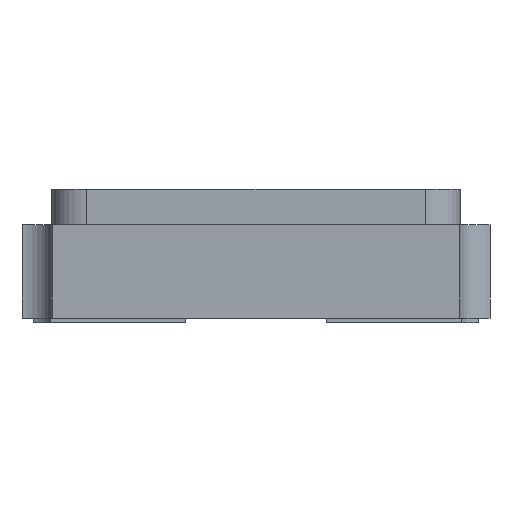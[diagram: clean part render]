
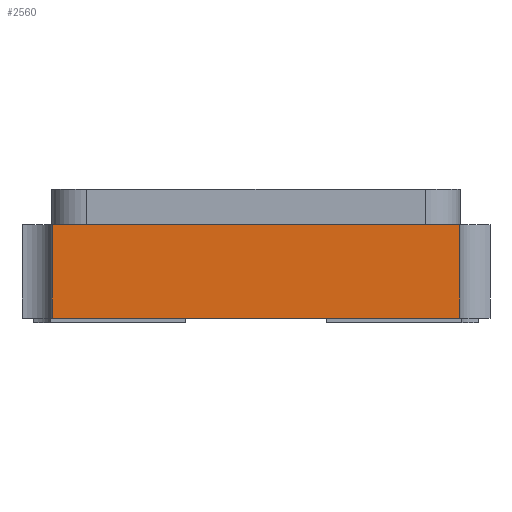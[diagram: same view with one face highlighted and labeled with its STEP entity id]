
A CAD part, left-side view. The second image highlights one B-rep face of the part: STEP entity #2560.
In plain terms, the highlighted planar face has unit normal (-1, 0, 0).
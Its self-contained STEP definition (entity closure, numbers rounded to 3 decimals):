
#2560 = ADVANCED_FACE('',(#2561),#2595,.F.);
#2561 = FACE_BOUND('',#2562,.T.);
#2562 = EDGE_LOOP('',(#2563,#2573,#2581,#2589));
#2563 = ORIENTED_EDGE('',*,*,#2564,.F.);
#2564 = EDGE_CURVE('',#2565,#2567,#2569,.T.);
#2565 = VERTEX_POINT('',#2566);
#2566 = CARTESIAN_POINT('',(-1.25,0.87,0.02));
#2567 = VERTEX_POINT('',#2568);
#2568 = CARTESIAN_POINT('',(-1.25,0.87,0.42));
#2569 = LINE('',#2570,#2571);
#2570 = CARTESIAN_POINT('',(-1.25,0.87,0.72));
#2571 = VECTOR('',#2572,1.);
#2572 = DIRECTION('',(0.,0.,1.));
#2573 = ORIENTED_EDGE('',*,*,#2574,.T.);
#2574 = EDGE_CURVE('',#2565,#2575,#2577,.T.);
#2575 = VERTEX_POINT('',#2576);
#2576 = CARTESIAN_POINT('',(-1.25,-0.87,0.02));
#2577 = LINE('',#2578,#2579);
#2578 = CARTESIAN_POINT('',(-1.25,-1.,0.02));
#2579 = VECTOR('',#2580,1.);
#2580 = DIRECTION('',(-0.,-1.,-0.));
#2581 = ORIENTED_EDGE('',*,*,#2582,.F.);
#2582 = EDGE_CURVE('',#2583,#2575,#2585,.T.);
#2583 = VERTEX_POINT('',#2584);
#2584 = CARTESIAN_POINT('',(-1.25,-0.87,0.42));
#2585 = LINE('',#2586,#2587);
#2586 = CARTESIAN_POINT('',(-1.25,-0.87,0.72));
#2587 = VECTOR('',#2588,1.);
#2588 = DIRECTION('',(0.,0.,-1.));
#2589 = ORIENTED_EDGE('',*,*,#2590,.F.);
#2590 = EDGE_CURVE('',#2567,#2583,#2591,.T.);
#2591 = LINE('',#2592,#2593);
#2592 = CARTESIAN_POINT('',(-1.25,-1.,0.42));
#2593 = VECTOR('',#2594,1.);
#2594 = DIRECTION('',(-0.,-1.,-0.));
#2595 = PLANE('',#2596);
#2596 = AXIS2_PLACEMENT_3D('',#2597,#2598,#2599);
#2597 = CARTESIAN_POINT('',(-1.25,-1.,0.42));
#2598 = DIRECTION('',(1.,0.,0.));
#2599 = DIRECTION('',(0.,0.,-1.));
